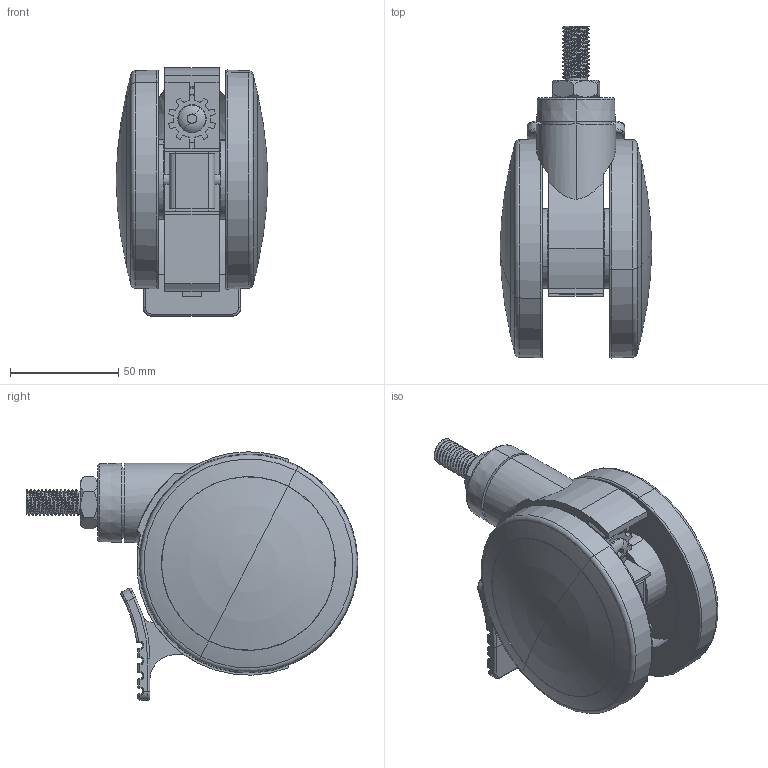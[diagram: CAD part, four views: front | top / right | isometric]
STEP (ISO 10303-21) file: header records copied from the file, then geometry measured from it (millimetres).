
FILE_DESCRIPTION (( 'STEP AP203' ), '1' );
FILE_NAME ('ACMCT-102SSB.STEP', '2020-02-19T04:52:06', ( '' ), ( '' ), 'SwSTEP 2.0', 'SolidWorks 2019', '' );
FILE_SCHEMA (( 'CONFIG_CONTROL_DESIGN' ));
Length unit declared in the file: millimetre
Products named in the file (6): ACMCT-76 SS TYPE TOP PLATE; ACMCT-102SSB; 102 BRAKE TYPE FRAME; ACMC-102 BRAKE; ACMC-102 WHEEL; ACMC-102 BOLT
Assembly tree (6 placements, depth 2):
  ACMCT-102SSB
    102 BRAKE TYPE FRAME
    ACMC-102 BRAKE
    ACMC-102 WHEEL  x2
    ACMC-102 BOLT
    ACMCT-76 SS TYPE TOP PLATE
Bounding box: 70 x 152.99 x 114.5 mm (x, y, z)
Volume: 372766.8 mm3; surface area: 85731.3 mm2
Topology: 6 solids, 6 shells, 447 faces, 1150 edges, 724 vertices
Faces by surface type: cylinder 224, plane 128, torus 54, bspline 31, cone 10
Entity records: 22139 total; most frequent: CARTESIAN_POINT 11411, ORIENTED_EDGE 2196, DIRECTION 2117, EDGE_CURVE 1098, AXIS2_PLACEMENT_3D 820, VERTEX_POINT 695, LINE 477, VECTOR 477
